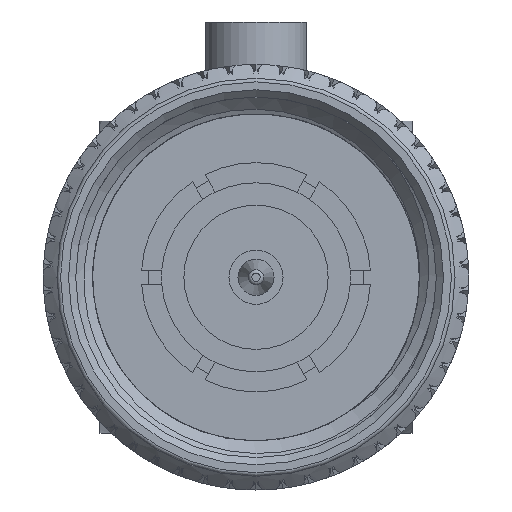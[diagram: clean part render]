
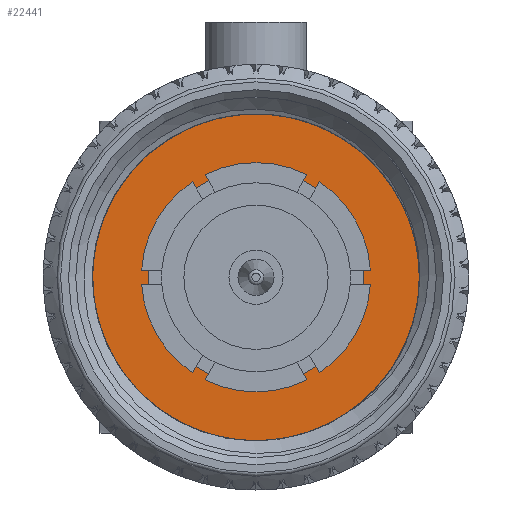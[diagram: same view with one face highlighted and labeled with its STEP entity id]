
A CAD part, left-side view. The second image highlights one B-rep face of the part: STEP entity #22441.
In plain terms, the highlighted planar face has unit normal (-1, 0, 0).
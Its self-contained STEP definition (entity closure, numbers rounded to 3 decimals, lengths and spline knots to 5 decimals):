
#259 = VERTEX_POINT ( 'NONE', #4827 ) ;
#2120 = CARTESIAN_POINT ( 'NONE',  ( 0.315, 0.14024, -0.18174 ) ) ;
#2989 = CARTESIAN_POINT ( 'NONE',  ( 0.315, -0.22135, -0.10953 ) ) ;
#3138 = VERTEX_POINT ( 'NONE', #77705 ) ;
#4827 = CARTESIAN_POINT ( 'NONE',  ( 0.315, 0.17973, -0.13833 ) ) ;
#9086 = CARTESIAN_POINT ( 'NONE',  ( 0.315, -0.01084, -0.23625 ) ) ;
#9515 = CARTESIAN_POINT ( 'NONE',  ( 0.315, 0.02449, -0.23471 ) ) ;
#10286 = DIRECTION ( 'NONE',  ( 0., -1., 0. ) ) ;
#12630 = CARTESIAN_POINT ( 'NONE',  ( 0.315, 0., 0. ) ) ;
#13734 = FACE_OUTER_BOUND ( 'NONE', #19574, .T. ) ;
#14696 = VERTEX_POINT ( 'NONE', #49311 ) ;
#15598 = CARTESIAN_POINT ( 'NONE',  ( 0.315, -0.17936, -0.16566 ) ) ;
#16028 = CARTESIAN_POINT ( 'NONE',  ( 0.315, -0.14317, -0.1955 ) ) ;
#16300 = ORIENTED_EDGE ( 'NONE', *, *, #74978, .T. ) ;
#16460 = CARTESIAN_POINT ( 'NONE',  ( 0.315, -0.23155, -0.08859 ) ) ;
#16601 = CIRCLE ( 'NONE', #78845, 0.149 ) ;
#16859 = EDGE_CURVE ( 'NONE', #14696, #81101, #68652, .T. ) ;
#17223 = DIRECTION ( 'NONE',  ( -1., 0., 0. ) ) ;
#18458 = CARTESIAN_POINT ( 'NONE',  ( 0.315, -0.23591, -0.07778 ) ) ;
#19574 = EDGE_LOOP ( 'NONE', ( #16300, #45017, #26773, #20005 ) ) ;
#20005 = ORIENTED_EDGE ( 'NONE', *, *, #74196, .T. ) ;
#21912 = DIRECTION ( 'NONE',  ( 0., -1., 0. ) ) ;
#22441 = ADVANCED_FACE ( 'NONE', ( #13734, #40172 ), #27159, .T. ) ;
#22511 = CARTESIAN_POINT ( 'NONE',  ( 0.315, 0.14913, -0.17387 ) ) ;
#22656 = DIRECTION ( 'NONE',  ( 0., -1., 0. ) ) ;
#22953 = CARTESIAN_POINT ( 'NONE',  ( 0.315, 0.04734, -0.23019 ) ) ;
#23374 = CARTESIAN_POINT ( 'NONE',  ( 0.315, -0.05727, -0.23143 ) ) ;
#26773 = ORIENTED_EDGE ( 'NONE', *, *, #54672, .T. ) ;
#27159 = PLANE ( 'NONE',  #83174 ) ;
#27707 = VERTEX_POINT ( 'NONE', #70412 ) ;
#28428 = CARTESIAN_POINT ( 'NONE',  ( 0.315, 0., 0. ) ) ;
#29453 = CARTESIAN_POINT ( 'NONE',  ( 0.315, -0.24791, -0.03227 ) ) ;
#30299 = CARTESIAN_POINT ( 'NONE',  ( 0.315, 0.16544, -0.15702 ) ) ;
#35518 = CARTESIAN_POINT ( 'NONE',  ( 0.315, -0.24311, -0.05542 ) ) ;
#36083 = CARTESIAN_POINT ( 'NONE',  ( 0.315, 0., 0. ) ) ;
#36381 = CARTESIAN_POINT ( 'NONE',  ( 0.315, -0.09126, -0.22186 ) ) ;
#40172 = FACE_BOUND ( 'NONE', #54261, .T. ) ;
#42461 = CARTESIAN_POINT ( 'NONE',  ( 0.315, -0.02259, -0.23588 ) ) ;
#43263 = AXIS2_PLACEMENT_3D ( 'NONE', #12630, #52543, #59495 ) ;
#43340 = CARTESIAN_POINT ( 'NONE',  ( 0.315, 0.17973, -0.13833 ) ) ;
#43350 = B_SPLINE_CURVE_WITH_KNOTS ( 'NONE', 3,
 ( #43340, #49413, #30299, #22511, #2120, #81490, #75449, #55919, #56350, #22953, #9515, #9086, #42461, #75870, #23374, #81920, #36381, #48534, #48982, #16028, #75005, #61607, #15598, #49849, #56775, #76308, #2989, #16460, #18458, #35518, #69822, #29453 ),
 .UNSPECIFIED., .F., .F.,
 ( 4, 2, 2, 2, 2, 2, 2, 2, 2, 2, 2, 2, 2, 2, 2, 4 ),
 ( 0., 0.00089, 0.00179, 0.00268, 0.00357, 0.00536, 0.00625, 0.00714, 0.00804, 0.00893, 0.00982, 0.01072, 0.01161, 0.0125, 0.0134, 0.01429 ),
 .UNSPECIFIED. ) ;
#45017 = ORIENTED_EDGE ( 'NONE', *, *, #16859, .T. ) ;
#48534 = CARTESIAN_POINT ( 'NONE',  ( 0.315, -0.11279, -0.21284 ) ) ;
#48637 = VECTOR ( 'NONE', #22656, 39.37008 ) ;
#48804 = CARTESIAN_POINT ( 'NONE',  ( 0.315, 0.17973, -0.13833 ) ) ;
#48982 = CARTESIAN_POINT ( 'NONE',  ( 0.315, -0.12317, -0.20757 ) ) ;
#49311 = CARTESIAN_POINT ( 'NONE',  ( 0.315, 0.25, 0. ) ) ;
#49413 = CARTESIAN_POINT ( 'NONE',  ( 0.315, 0.17294, -0.148 ) ) ;
#49849 = CARTESIAN_POINT ( 'NONE',  ( 0.315, -0.19503, -0.1484 ) ) ;
#52543 = DIRECTION ( 'NONE',  ( -1., 0., 0. ) ) ;
#53620 = DIRECTION ( 'NONE',  ( -1., 0., 0. ) ) ;
#53937 = CARTESIAN_POINT ( 'NONE',  ( 0.315, 0.2268, 0. ) ) ;
#54261 = EDGE_LOOP ( 'NONE', ( #76468 ) ) ;
#54672 = EDGE_CURVE ( 'NONE', #81101, #259, #62872, .T. ) ;
#55919 = CARTESIAN_POINT ( 'NONE',  ( 0.315, 0.09131, -0.21337 ) ) ;
#56350 = CARTESIAN_POINT ( 'NONE',  ( 0.315, 0.08056, -0.2182 ) ) ;
#56775 = CARTESIAN_POINT ( 'NONE',  ( 0.315, -0.2023, -0.13917 ) ) ;
#59495 = DIRECTION ( 'NONE',  ( 0., -1., 0. ) ) ;
#61607 = CARTESIAN_POINT ( 'NONE',  ( 0.315, -0.17094, -0.17372 ) ) ;
#62872 = B_SPLINE_CURVE_WITH_KNOTS ( 'NONE', 3,
 ( #73241, #79741, #85812, #81309, #68784, #48804 ),
 .UNSPECIFIED., .F., .F.,
 ( 4, 2, 4 ),
 ( 0., 0.00189, 0.00378 ),
 .UNSPECIFIED. ) ;
#65977 = EDGE_CURVE ( 'NONE', #3138, #3138, #16601, .T. ) ;
#68652 = LINE ( 'NONE', #36083, #48637 ) ;
#68784 = CARTESIAN_POINT ( 'NONE',  ( 0.315, 0.19487, -0.11866 ) ) ;
#69822 = CARTESIAN_POINT ( 'NONE',  ( 0.315, -0.24593, -0.04391 ) ) ;
#70412 = CARTESIAN_POINT ( 'NONE',  ( 0.315, -0.24791, -0.03227 ) ) ;
#73241 = CARTESIAN_POINT ( 'NONE',  ( 0.315, 0.2268, 0. ) ) ;
#73729 = CIRCLE ( 'NONE', #43263, 0.25 ) ;
#74196 = EDGE_CURVE ( 'NONE', #259, #27707, #43350, .T. ) ;
#74978 = EDGE_CURVE ( 'NONE', #27707, #14696, #73729, .T. ) ;
#75005 = CARTESIAN_POINT ( 'NONE',  ( 0.315, -0.15286, -0.18864 ) ) ;
#75449 = CARTESIAN_POINT ( 'NONE',  ( 0.315, 0.11178, -0.20223 ) ) ;
#75870 = CARTESIAN_POINT ( 'NONE',  ( 0.315, -0.04579, -0.23348 ) ) ;
#76308 = CARTESIAN_POINT ( 'NONE',  ( 0.315, -0.21552, -0.11965 ) ) ;
#76468 = ORIENTED_EDGE ( 'NONE', *, *, #65977, .F. ) ;
#77705 = CARTESIAN_POINT ( 'NONE',  ( 0.315, -0.149, 0. ) ) ;
#78845 = AXIS2_PLACEMENT_3D ( 'NONE', #83130, #17223, #10286 ) ;
#79741 = CARTESIAN_POINT ( 'NONE',  ( 0.315, 0.2268, -0.02482 ) ) ;
#81101 = VERTEX_POINT ( 'NONE', #53937 ) ;
#81309 = CARTESIAN_POINT ( 'NONE',  ( 0.315, 0.20673, -0.09651 ) ) ;
#81490 = CARTESIAN_POINT ( 'NONE',  ( 0.315, 0.12157, -0.19591 ) ) ;
#81920 = CARTESIAN_POINT ( 'NONE',  ( 0.315, -0.08002, -0.22563 ) ) ;
#83130 = CARTESIAN_POINT ( 'NONE',  ( 0.315, 0., 0. ) ) ;
#83174 = AXIS2_PLACEMENT_3D ( 'NONE', #28428, #53620, #21912 ) ;
#85812 = CARTESIAN_POINT ( 'NONE',  ( 0.315, 0.2227, -0.0496 ) ) ;
